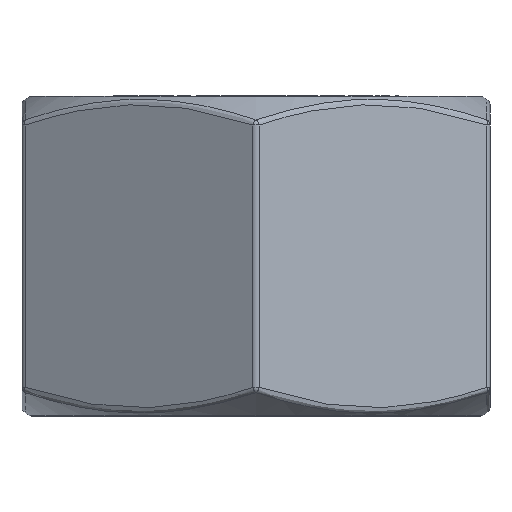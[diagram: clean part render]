
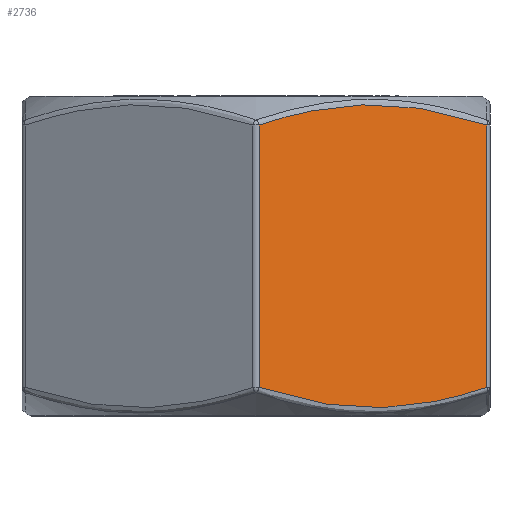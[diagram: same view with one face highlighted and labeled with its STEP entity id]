
A CAD part, front view. The second image highlights one B-rep face of the part: STEP entity #2736.
In plain terms, the highlighted planar face has unit normal (0.5, -0.866, 0).
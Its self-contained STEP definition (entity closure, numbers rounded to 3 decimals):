
#627 = CARTESIAN_POINT ( 'NONE',  ( 13.397, -14.205, 25.007 ) ) ;
#732 = CARTESIAN_POINT ( 'NONE',  ( 17.238, -11.987, 1.841 ) ) ;
#1432 = ORIENTED_EDGE ( 'NONE', *, *, #12416, .T. ) ;
#1661 = EDGE_LOOP ( 'NONE', ( #8884, #1432, #14316, #13815 ) ) ;
#1850 = CARTESIAN_POINT ( 'NONE',  ( 18.75, -11.114, 2.345 ) ) ;
#1915 = AXIS2_PLACEMENT_3D ( 'NONE', #13908, #3721, #2487 ) ;
#2487 = DIRECTION ( 'NONE',  ( 0.866, 0.5, 0. ) ) ;
#2736 = ADVANCED_FACE ( 'NONE', ( #9377 ), #11501, .T. ) ;
#2829 = VERTEX_POINT ( 'NONE', #6162 ) ;
#2919 = EDGE_CURVE ( 'NONE', #11641, #11289, #3085, .T. ) ;
#3085 = B_SPLINE_CURVE_WITH_KNOTS ( 'NONE', 3,
 ( #11852, #6386, #14335, #627, #13191, #4004, #8480, #3123, #13039, #12975, #11923, #10960, #11028, #6590 ),
 .UNSPECIFIED., .F., .F.,
 ( 4, 2, 2, 2, 2, 2, 4 ),
 ( 0., 0.005, 0.008, 0.011, 0.014, 0.016, 0.022 ),
 .UNSPECIFIED. ) ;
#3087 = CARTESIAN_POINT ( 'NONE',  ( 12.622, -14.652, 0.881 ) ) ;
#3123 = CARTESIAN_POINT ( 'NONE',  ( 8.697, -16.918, 25.307 ) ) ;
#3433 = CARTESIAN_POINT ( 'NONE',  ( 18.75, -11.114, 23.655 ) ) ;
#3721 = DIRECTION ( 'NONE',  ( 0.5, -0.866, 0. ) ) ;
#4004 = CARTESIAN_POINT ( 'NONE',  ( 11.051, -15.559, 25.27 ) ) ;
#4317 = EDGE_CURVE ( 'NONE', #11289, #2829, #12243, .T. ) ;
#5371 = CARTESIAN_POINT ( 'NONE',  ( 10.27, -16.01, 0.702 ) ) ;
#5777 = DIRECTION ( 'NONE',  ( 0., 0., 1. ) ) ;
#6162 = CARTESIAN_POINT ( 'NONE',  ( 0.25, -21.795, 2.345 ) ) ;
#6386 = CARTESIAN_POINT ( 'NONE',  ( 17.241, -11.985, 24.158 ) ) ;
#6590 = CARTESIAN_POINT ( 'NONE',  ( 0.25, -21.795, 23.655 ) ) ;
#6807 = CARTESIAN_POINT ( 'NONE',  ( 18.75, -11.114, 0. ) ) ;
#6879 = LINE ( 'NONE', #6807, #9238 ) ;
#7505 = CARTESIAN_POINT ( 'NONE',  ( 3.282, -20.045, 1.427 ) ) ;
#7578 = DIRECTION ( 'NONE',  ( 0., 0., -1. ) ) ;
#8480 = CARTESIAN_POINT ( 'NONE',  ( 10.267, -16.012, 25.308 ) ) ;
#8576 = CARTESIAN_POINT ( 'NONE',  ( 0.25, -21.795, 2.345 ) ) ;
#8659 = CARTESIAN_POINT ( 'NONE',  ( 0.25, -21.795, 0. ) ) ;
#8884 = ORIENTED_EDGE ( 'NONE', *, *, #4317, .T. ) ;
#9238 = VECTOR ( 'NONE', #5777, 1000. ) ;
#9377 = FACE_OUTER_BOUND ( 'NONE', #1661, .T. ) ;
#9762 = CARTESIAN_POINT ( 'NONE',  ( 1.76, -20.923, 1.842 ) ) ;
#9838 = CARTESIAN_POINT ( 'NONE',  ( 13.398, -14.204, 0.993 ) ) ;
#10038 = CARTESIAN_POINT ( 'NONE',  ( 18.75, -11.114, 2.345 ) ) ;
#10166 = EDGE_CURVE ( 'NONE', #10281, #11641, #6879, .T. ) ;
#10281 = VERTEX_POINT ( 'NONE', #10038 ) ;
#10716 = CARTESIAN_POINT ( 'NONE',  ( 9.875, -16.238, 0.693 ) ) ;
#10920 = CARTESIAN_POINT ( 'NONE',  ( 7.909, -17.373, 0.694 ) ) ;
#10960 = CARTESIAN_POINT ( 'NONE',  ( 3.275, -20.048, 24.572 ) ) ;
#11028 = CARTESIAN_POINT ( 'NONE',  ( 1.756, -20.925, 24.157 ) ) ;
#11289 = VERTEX_POINT ( 'NONE', #12184 ) ;
#11501 = PLANE ( 'NONE',  #1915 ) ;
#11641 = VERTEX_POINT ( 'NONE', #3433 ) ;
#11852 = CARTESIAN_POINT ( 'NONE',  ( 18.75, -11.114, 23.655 ) ) ;
#11923 = CARTESIAN_POINT ( 'NONE',  ( 5.581, -18.717, 25.003 ) ) ;
#12184 = CARTESIAN_POINT ( 'NONE',  ( 0.25, -21.795, 23.655 ) ) ;
#12243 = LINE ( 'NONE', #8659, #13838 ) ;
#12416 = EDGE_CURVE ( 'NONE', #2829, #10281, #13149, .T. ) ;
#12937 = CARTESIAN_POINT ( 'NONE',  ( 6.356, -18.27, 0.852 ) ) ;
#12975 = CARTESIAN_POINT ( 'NONE',  ( 6.354, -18.271, 25.115 ) ) ;
#13039 = CARTESIAN_POINT ( 'NONE',  ( 7.911, -17.372, 25.267 ) ) ;
#13149 = B_SPLINE_CURVE_WITH_KNOTS ( 'NONE', 3,
 ( #8576, #9762, #7505, #12937, #10920, #10716, #5371, #13155, #14162, #3087, #9838, #14234, #732, #1850 ),
 .UNSPECIFIED., .F., .F.,
 ( 4, 2, 2, 2, 2, 2, 4 ),
 ( 0., 0.005, 0.011, 0.012, 0.013, 0.016, 0.022 ),
 .UNSPECIFIED. ) ;
#13155 = CARTESIAN_POINT ( 'NONE',  ( 11.057, -15.555, 0.74 ) ) ;
#13191 = CARTESIAN_POINT ( 'NONE',  ( 12.616, -14.655, 25.119 ) ) ;
#13815 = ORIENTED_EDGE ( 'NONE', *, *, #2919, .T. ) ;
#13838 = VECTOR ( 'NONE', #7578, 1000. ) ;
#13908 = CARTESIAN_POINT ( 'NONE',  ( 0., -21.939, 0. ) ) ;
#14162 = CARTESIAN_POINT ( 'NONE',  ( 11.449, -15.329, 0.769 ) ) ;
#14234 = CARTESIAN_POINT ( 'NONE',  ( 15.713, -12.868, 1.425 ) ) ;
#14316 = ORIENTED_EDGE ( 'NONE', *, *, #10166, .T. ) ;
#14335 = CARTESIAN_POINT ( 'NONE',  ( 15.717, -12.865, 24.574 ) ) ;
